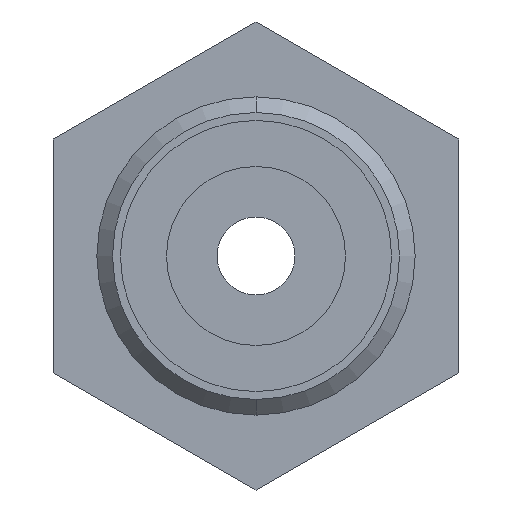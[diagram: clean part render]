
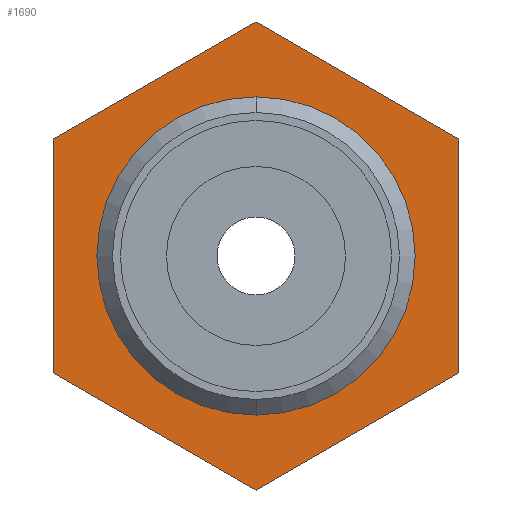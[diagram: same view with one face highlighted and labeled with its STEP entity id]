
A CAD part, front view. The second image highlights one B-rep face of the part: STEP entity #1690.
In plain terms, the highlighted planar face has unit normal (0, -1, 0).
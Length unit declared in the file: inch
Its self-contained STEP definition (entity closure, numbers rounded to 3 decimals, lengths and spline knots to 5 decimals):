
#2 = VECTOR ( 'NONE', #196, 39.37008 ) ;
#6 = CARTESIAN_POINT ( 'NONE',  ( 0.156, -0.0855, 0.09007 ) ) ;
#190 = CARTESIAN_POINT ( 'NONE',  ( 0., -0.0855, 0. ) ) ;
#196 = DIRECTION ( 'NONE',  ( 0., 0., -1. ) ) ;
#232 = VECTOR ( 'NONE', #264, 39.37008 ) ;
#233 = CARTESIAN_POINT ( 'NONE',  ( 0.156, -0.0855, -0.09007 ) ) ;
#236 = LINE ( 'NONE', #233, #232 ) ;
#249 = LINE ( 'NONE', #6, #2 ) ;
#250 = DIRECTION ( 'NONE',  ( 0., -1., 0. ) ) ;
#262 = CARTESIAN_POINT ( 'NONE',  ( 0.156, -0.0855, 0.09007 ) ) ;
#263 = CARTESIAN_POINT ( 'NONE',  ( 0., -0.0855, -0.18013 ) ) ;
#264 = DIRECTION ( 'NONE',  ( -0.866, 0., -0.5 ) ) ;
#269 = CARTESIAN_POINT ( 'NONE',  ( -0.156, -0.0855, 0.09007 ) ) ;
#270 = CARTESIAN_POINT ( 'NONE',  ( -0.156, -0.0855, -0.09007 ) ) ;
#271 = DIRECTION ( 'NONE',  ( 0., 0., 1. ) ) ;
#272 = VECTOR ( 'NONE', #271, 39.37008 ) ;
#273 = DIRECTION ( 'NONE',  ( 0.866, 0., 0.5 ) ) ;
#274 = VECTOR ( 'NONE', #273, 39.37008 ) ;
#276 = AXIS2_PLACEMENT_3D ( 'NONE', #190, #250, #297 ) ;
#277 = CIRCLE ( 'NONE', #276, 0.11 ) ;
#279 = DIRECTION ( 'NONE',  ( -0.866, 0., 0.5 ) ) ;
#280 = VECTOR ( 'NONE', #279, 39.37008 ) ;
#281 = CARTESIAN_POINT ( 'NONE',  ( 0., -0.0855, -0.18013 ) ) ;
#282 = LINE ( 'NONE', #281, #280 ) ;
#287 = CARTESIAN_POINT ( 'NONE',  ( -0.156, -0.0855, -0.09007 ) ) ;
#288 = LINE ( 'NONE', #287, #272 ) ;
#289 = DIRECTION ( 'NONE',  ( 0.866, 0., -0.5 ) ) ;
#290 = CARTESIAN_POINT ( 'NONE',  ( 0., -0.0855, 0.18013 ) ) ;
#291 = LINE ( 'NONE', #290, #293 ) ;
#292 = CARTESIAN_POINT ( 'NONE',  ( 0., -0.0855, 0.18013 ) ) ;
#293 = VECTOR ( 'NONE', #289, 39.37008 ) ;
#294 = CARTESIAN_POINT ( 'NONE',  ( -0.156, -0.0855, 0.09007 ) ) ;
#295 = LINE ( 'NONE', #294, #274 ) ;
#297 = DIRECTION ( 'NONE',  ( 0., 0., -1. ) ) ;
#299 = CARTESIAN_POINT ( 'NONE',  ( 0., -0.0855, 0. ) ) ;
#300 = CARTESIAN_POINT ( 'NONE',  ( 0., -0.0855, -0.11 ) ) ;
#329 = DIRECTION ( 'NONE',  ( 0., 0., -1. ) ) ;
#330 = DIRECTION ( 'NONE',  ( 0., -1., 0. ) ) ;
#331 = AXIS2_PLACEMENT_3D ( 'NONE', #299, #330, #329 ) ;
#332 = CIRCLE ( 'NONE', #331, 0.11 ) ;
#339 = CARTESIAN_POINT ( 'NONE',  ( 0., -0.0855, 0.11 ) ) ;
#516 = FACE_OUTER_BOUND ( 'NONE', #1691, .T. ) ;
#531 = PLANE ( 'NONE',  #539 ) ;
#532 = FACE_BOUND ( 'NONE', #1568, .T. ) ;
#535 = CARTESIAN_POINT ( 'NONE',  ( 0.156, -0.0855, -0.09007 ) ) ;
#536 = DIRECTION ( 'NONE',  ( 0., 0., -1. ) ) ;
#537 = DIRECTION ( 'NONE',  ( 0., -1., 0. ) ) ;
#538 = CARTESIAN_POINT ( 'NONE',  ( 0.156, -0.0855, -0.09007 ) ) ;
#539 = AXIS2_PLACEMENT_3D ( 'NONE', #538, #537, #536 ) ;
#1527 = ORIENTED_EDGE ( 'NONE', *, *, #1528, .F. ) ;
#1528 = EDGE_CURVE ( 'NONE', #1692, #1529, #236, .T. ) ;
#1529 = VERTEX_POINT ( 'NONE', #263 ) ;
#1530 = ORIENTED_EDGE ( 'NONE', *, *, #1553, .F. ) ;
#1531 = VERTEX_POINT ( 'NONE', #262 ) ;
#1553 = EDGE_CURVE ( 'NONE', #1531, #1692, #249, .T. ) ;
#1554 = ORIENTED_EDGE ( 'NONE', *, *, #1555, .F. ) ;
#1555 = EDGE_CURVE ( 'NONE', #1556, #1531, #291, .T. ) ;
#1556 = VERTEX_POINT ( 'NONE', #292 ) ;
#1557 = ORIENTED_EDGE ( 'NONE', *, *, #1558, .F. ) ;
#1558 = EDGE_CURVE ( 'NONE', #1559, #1556, #295, .T. ) ;
#1559 = VERTEX_POINT ( 'NONE', #269 ) ;
#1560 = ORIENTED_EDGE ( 'NONE', *, *, #1561, .F. ) ;
#1561 = EDGE_CURVE ( 'NONE', #1562, #1559, #288, .T. ) ;
#1562 = VERTEX_POINT ( 'NONE', #270 ) ;
#1566 = ORIENTED_EDGE ( 'NONE', *, *, #1567, .F. ) ;
#1567 = EDGE_CURVE ( 'NONE', #1529, #1562, #282, .T. ) ;
#1568 = EDGE_LOOP ( 'NONE', ( #1569, #1571 ) ) ;
#1569 = ORIENTED_EDGE ( 'NONE', *, *, #1570, .F. ) ;
#1570 = EDGE_CURVE ( 'NONE', #1582, #1579, #277, .T. ) ;
#1571 = ORIENTED_EDGE ( 'NONE', *, *, #1581, .F. ) ;
#1579 = VERTEX_POINT ( 'NONE', #300 ) ;
#1581 = EDGE_CURVE ( 'NONE', #1579, #1582, #332, .T. ) ;
#1582 = VERTEX_POINT ( 'NONE', #339 ) ;
#1690 = ADVANCED_FACE ( 'NONE', ( #516, #532 ), #531, .T. ) ;
#1691 = EDGE_LOOP ( 'NONE', ( #1527, #1530, #1554, #1557, #1560, #1566 ) ) ;
#1692 = VERTEX_POINT ( 'NONE', #535 ) ;
